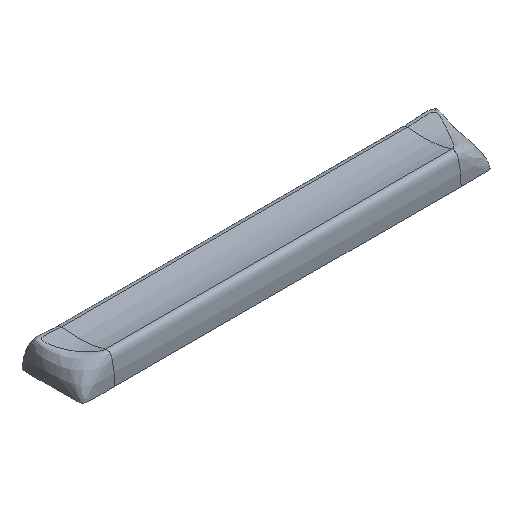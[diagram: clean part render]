
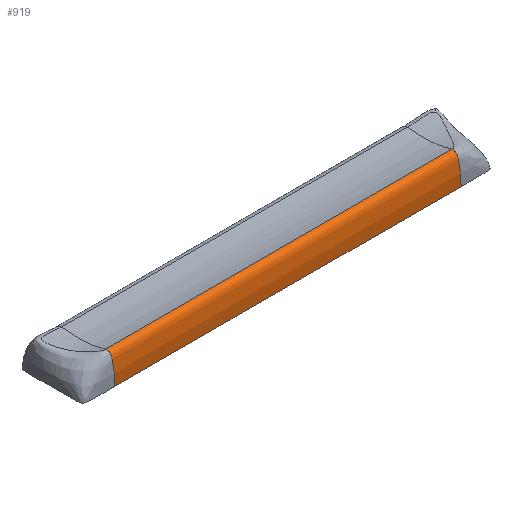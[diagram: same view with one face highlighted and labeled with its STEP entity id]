
A CAD part, isometric view. The second image highlights one B-rep face of the part: STEP entity #919.
In plain terms, the highlighted free-form (B-spline) face has degree [3, 1] with [16, 2] control points.
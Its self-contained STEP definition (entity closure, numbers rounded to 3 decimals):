
#21=B_SPLINE_CURVE_WITH_KNOTS('',3,(#2129,#2130,#2131,#2132,#2133,#2134,
#2135,#2136,#2137,#2138,#2139,#2140,#2141,#2142,#2143,#2144),
 .UNSPECIFIED.,.F.,.F.,(4,2,2,2,2,2,2,4),(-1.228,-1.116,
-0.982,-0.877,-0.77,-0.599,
-0.311,0.),.UNSPECIFIED.);
#38=B_SPLINE_CURVE_WITH_KNOTS('',3,(#5284,#5285,#5286,#5287,#5288,#5289,
#5290,#5291,#5292,#5293,#5294,#5295,#5296,#5297,#5298,#5299),
 .UNSPECIFIED.,.F.,.F.,(4,2,2,2,2,2,2,4),(-1.228,-1.116,
-0.982,-0.877,-0.77,-0.599,
-0.311,0.),.UNSPECIFIED.);
#47=B_SPLINE_SURFACE_WITH_KNOTS('',3,1,((#5377,#5378),(#5379,#5380),(#5381,
#5382),(#5383,#5384),(#5385,#5386),(#5387,#5388),(#5389,#5390),(#5391,#5392),
(#5393,#5394),(#5395,#5396),(#5397,#5398),(#5399,#5400),(#5401,#5402),(#5403,
#5404),(#5405,#5406),(#5407,#5408)),.UNSPECIFIED.,.F.,.F.,.F.,(4,2,2,2,
2,2,2,4),(2,2),(-1.228,-1.116,-0.982,-0.877,
-0.77,-0.599,-0.311,0.),(0.,9.975),
 .UNSPECIFIED.);
#134=FACE_OUTER_BOUND('',#191,.T.);
#191=EDGE_LOOP('',(#834,#835,#836,#837));
#288=LINE('',#5376,#366);
#289=LINE('',#5409,#367);
#366=VECTOR('',#1232,10.);
#367=VECTOR('',#1233,10.);
#427=VERTEX_POINT('',#2127);
#428=VERTEX_POINT('',#2128);
#441=VERTEX_POINT('',#4855);
#448=VERTEX_POINT('',#5283);
#544=EDGE_CURVE('',#427,#428,#21,.T.);
#568=EDGE_CURVE('',#441,#448,#38,.T.);
#579=EDGE_CURVE('',#448,#428,#288,.T.);
#580=EDGE_CURVE('',#441,#427,#289,.T.);
#834=ORIENTED_EDGE('',*,*,#568,.T.);
#835=ORIENTED_EDGE('',*,*,#579,.T.);
#836=ORIENTED_EDGE('',*,*,#544,.F.);
#837=ORIENTED_EDGE('',*,*,#580,.F.);
#919=ADVANCED_FACE('',(#134),#47,.T.);
#1232=DIRECTION('',(1.,0.,0.));
#1233=DIRECTION('',(1.,0.,0.));
#2127=CARTESIAN_POINT('',(49.875,-6.497,7.984));
#2128=CARTESIAN_POINT('',(49.875,-9.198,0.));
#2129=CARTESIAN_POINT('Ctrl Pts',(49.875,-6.497,7.984));
#2130=CARTESIAN_POINT('Ctrl Pts',(49.875,-6.647,7.993));
#2131=CARTESIAN_POINT('Ctrl Pts',(49.875,-6.796,7.994));
#2132=CARTESIAN_POINT('Ctrl Pts',(49.875,-7.122,7.965));
#2133=CARTESIAN_POINT('Ctrl Pts',(49.875,-7.299,7.93));
#2134=CARTESIAN_POINT('Ctrl Pts',(49.875,-7.594,7.81));
#2135=CARTESIAN_POINT('Ctrl Pts',(49.875,-7.714,7.738));
#2136=CARTESIAN_POINT('Ctrl Pts',(49.875,-7.923,7.549));
#2137=CARTESIAN_POINT('Ctrl Pts',(49.875,-8.039,7.408));
#2138=CARTESIAN_POINT('Ctrl Pts',(49.875,-8.339,6.814));
#2139=CARTESIAN_POINT('Ctrl Pts',(49.875,-8.467,6.333));
#2140=CARTESIAN_POINT('Ctrl Pts',(49.875,-8.792,4.912));
#2141=CARTESIAN_POINT('Ctrl Pts',(49.875,-8.953,3.976));
#2142=CARTESIAN_POINT('Ctrl Pts',(49.875,-9.147,2.072));
#2143=CARTESIAN_POINT('Ctrl Pts',(49.875,-9.176,1.038));
#2144=CARTESIAN_POINT('Ctrl Pts',(49.875,-9.198,0.));
#4855=CARTESIAN_POINT('',(-49.875,-6.497,7.984));
#5283=CARTESIAN_POINT('',(-49.875,-9.198,0.));
#5284=CARTESIAN_POINT('Ctrl Pts',(-49.875,-6.497,7.984));
#5285=CARTESIAN_POINT('Ctrl Pts',(-49.875,-6.647,7.993));
#5286=CARTESIAN_POINT('Ctrl Pts',(-49.875,-6.796,7.994));
#5287=CARTESIAN_POINT('Ctrl Pts',(-49.875,-7.122,7.965));
#5288=CARTESIAN_POINT('Ctrl Pts',(-49.875,-7.299,7.93));
#5289=CARTESIAN_POINT('Ctrl Pts',(-49.875,-7.594,7.81));
#5290=CARTESIAN_POINT('Ctrl Pts',(-49.875,-7.714,7.738));
#5291=CARTESIAN_POINT('Ctrl Pts',(-49.875,-7.923,7.549));
#5292=CARTESIAN_POINT('Ctrl Pts',(-49.875,-8.039,7.408));
#5293=CARTESIAN_POINT('Ctrl Pts',(-49.875,-8.339,6.814));
#5294=CARTESIAN_POINT('Ctrl Pts',(-49.875,-8.467,6.333));
#5295=CARTESIAN_POINT('Ctrl Pts',(-49.875,-8.792,4.912));
#5296=CARTESIAN_POINT('Ctrl Pts',(-49.875,-8.953,3.976));
#5297=CARTESIAN_POINT('Ctrl Pts',(-49.875,-9.147,2.072));
#5298=CARTESIAN_POINT('Ctrl Pts',(-49.875,-9.176,1.038));
#5299=CARTESIAN_POINT('Ctrl Pts',(-49.875,-9.198,0.));
#5376=CARTESIAN_POINT('',(-49.875,-9.198,0.));
#5377=CARTESIAN_POINT('Ctrl Pts',(-49.875,-6.497,7.984));
#5378=CARTESIAN_POINT('Ctrl Pts',(49.875,-6.497,7.984));
#5379=CARTESIAN_POINT('Ctrl Pts',(-49.875,-6.647,7.993));
#5380=CARTESIAN_POINT('Ctrl Pts',(49.875,-6.647,7.993));
#5381=CARTESIAN_POINT('Ctrl Pts',(-49.875,-6.796,7.994));
#5382=CARTESIAN_POINT('Ctrl Pts',(49.875,-6.796,7.994));
#5383=CARTESIAN_POINT('Ctrl Pts',(-49.875,-7.122,7.965));
#5384=CARTESIAN_POINT('Ctrl Pts',(49.875,-7.122,7.965));
#5385=CARTESIAN_POINT('Ctrl Pts',(-49.875,-7.299,7.93));
#5386=CARTESIAN_POINT('Ctrl Pts',(49.875,-7.299,7.93));
#5387=CARTESIAN_POINT('Ctrl Pts',(-49.875,-7.594,7.81));
#5388=CARTESIAN_POINT('Ctrl Pts',(49.875,-7.594,7.81));
#5389=CARTESIAN_POINT('Ctrl Pts',(-49.875,-7.714,7.738));
#5390=CARTESIAN_POINT('Ctrl Pts',(49.875,-7.714,7.738));
#5391=CARTESIAN_POINT('Ctrl Pts',(-49.875,-7.923,7.549));
#5392=CARTESIAN_POINT('Ctrl Pts',(49.875,-7.923,7.549));
#5393=CARTESIAN_POINT('Ctrl Pts',(-49.875,-8.039,7.408));
#5394=CARTESIAN_POINT('Ctrl Pts',(49.875,-8.039,7.408));
#5395=CARTESIAN_POINT('Ctrl Pts',(-49.875,-8.339,6.814));
#5396=CARTESIAN_POINT('Ctrl Pts',(49.875,-8.339,6.814));
#5397=CARTESIAN_POINT('Ctrl Pts',(-49.875,-8.467,6.333));
#5398=CARTESIAN_POINT('Ctrl Pts',(49.875,-8.467,6.333));
#5399=CARTESIAN_POINT('Ctrl Pts',(-49.875,-8.792,4.912));
#5400=CARTESIAN_POINT('Ctrl Pts',(49.875,-8.792,4.912));
#5401=CARTESIAN_POINT('Ctrl Pts',(-49.875,-8.953,3.976));
#5402=CARTESIAN_POINT('Ctrl Pts',(49.875,-8.953,3.976));
#5403=CARTESIAN_POINT('Ctrl Pts',(-49.875,-9.147,2.072));
#5404=CARTESIAN_POINT('Ctrl Pts',(49.875,-9.147,2.072));
#5405=CARTESIAN_POINT('Ctrl Pts',(-49.875,-9.176,1.038));
#5406=CARTESIAN_POINT('Ctrl Pts',(49.875,-9.176,1.038));
#5407=CARTESIAN_POINT('Ctrl Pts',(-49.875,-9.198,0.));
#5408=CARTESIAN_POINT('Ctrl Pts',(49.875,-9.198,0.));
#5409=CARTESIAN_POINT('',(-49.875,-6.497,7.984));
